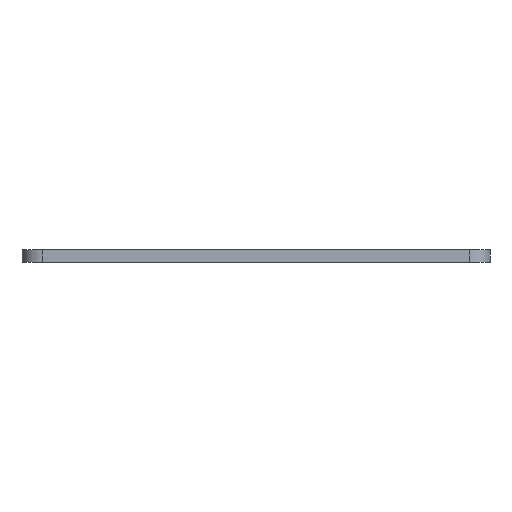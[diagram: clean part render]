
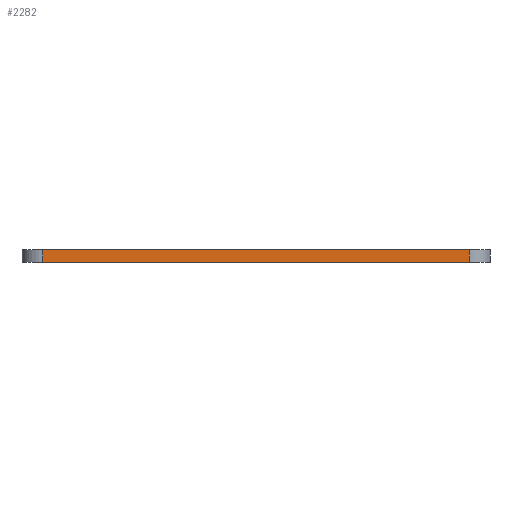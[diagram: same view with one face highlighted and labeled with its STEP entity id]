
A CAD part, front view. The second image highlights one B-rep face of the part: STEP entity #2282.
In plain terms, the highlighted planar face has unit normal (0, -1, 0).
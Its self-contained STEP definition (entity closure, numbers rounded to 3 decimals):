
#136 = VERTEX_POINT('',#137);
#137 = CARTESIAN_POINT('',(-37.615,-90.436,0.));
#144 = EDGE_CURVE('',#136,#145,#147,.T.);
#145 = VERTEX_POINT('',#146);
#146 = CARTESIAN_POINT('',(64.01,-90.436,0.));
#147 = LINE('',#148,#149);
#148 = CARTESIAN_POINT('',(-37.615,-90.436,0.));
#149 = VECTOR('',#150,1.);
#150 = DIRECTION('',(1.,0.,0.));
#1174 = VERTEX_POINT('',#1175);
#1175 = CARTESIAN_POINT('',(-37.615,-90.436,3.));
#1182 = EDGE_CURVE('',#1174,#1183,#1185,.T.);
#1183 = VERTEX_POINT('',#1184);
#1184 = CARTESIAN_POINT('',(64.01,-90.436,3.));
#1185 = LINE('',#1186,#1187);
#1186 = CARTESIAN_POINT('',(-37.615,-90.436,3.));
#1187 = VECTOR('',#1188,1.);
#1188 = DIRECTION('',(1.,0.,0.));
#2254 = EDGE_CURVE('',#136,#1174,#2255,.T.);
#2255 = LINE('',#2256,#2257);
#2256 = CARTESIAN_POINT('',(-37.615,-90.436,0.));
#2257 = VECTOR('',#2258,1.);
#2258 = DIRECTION('',(0.,0.,1.));
#2282 = ADVANCED_FACE('',(#2283),#2294,.F.);
#2283 = FACE_BOUND('',#2284,.F.);
#2284 = EDGE_LOOP('',(#2285,#2286,#2287,#2293));
#2285 = ORIENTED_EDGE('',*,*,#2254,.T.);
#2286 = ORIENTED_EDGE('',*,*,#1182,.T.);
#2287 = ORIENTED_EDGE('',*,*,#2288,.F.);
#2288 = EDGE_CURVE('',#145,#1183,#2289,.T.);
#2289 = LINE('',#2290,#2291);
#2290 = CARTESIAN_POINT('',(64.01,-90.436,0.));
#2291 = VECTOR('',#2292,1.);
#2292 = DIRECTION('',(0.,0.,1.));
#2293 = ORIENTED_EDGE('',*,*,#144,.F.);
#2294 = PLANE('',#2295);
#2295 = AXIS2_PLACEMENT_3D('',#2296,#2297,#2298);
#2296 = CARTESIAN_POINT('',(-37.615,-90.436,0.));
#2297 = DIRECTION('',(0.,1.,0.));
#2298 = DIRECTION('',(1.,0.,0.));
